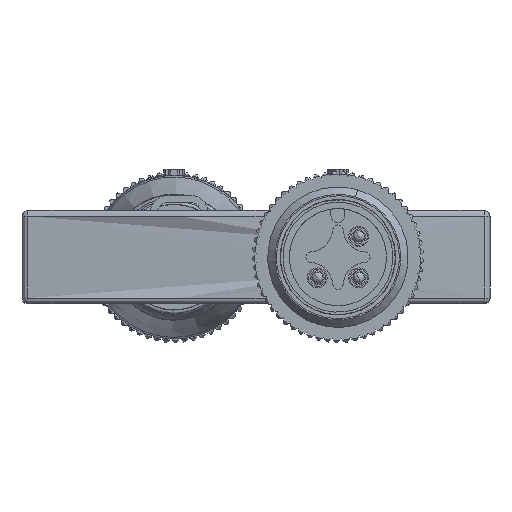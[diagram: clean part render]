
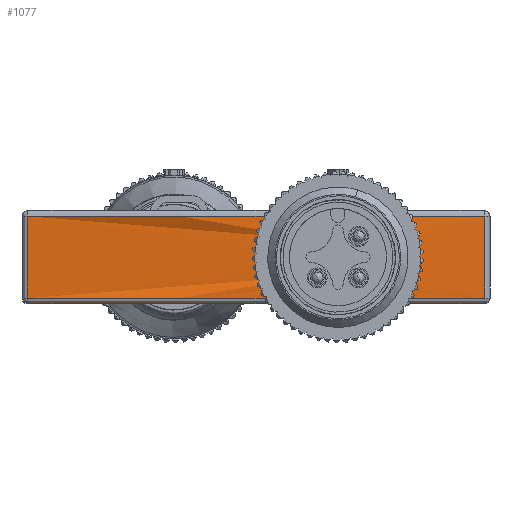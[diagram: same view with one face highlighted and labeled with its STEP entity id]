
A CAD part, front view. The second image highlights one B-rep face of the part: STEP entity #1077.
In plain terms, the highlighted cylindrical face has radius 191.335 mm (diameter 382.671 mm), a partial arc.
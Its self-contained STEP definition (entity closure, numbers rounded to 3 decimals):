
#546=AXIS2_PLACEMENT_3D('Circle Axis2P3D',#544,#545,$) ;
#568=AXIS2_PLACEMENT_3D('Circle Axis2P3D',#566,#567,$) ;
#1033=AXIS2_PLACEMENT_3D('Cylinder Axis2P3D',#1030,#1031,#1032) ;
#161=CARTESIAN_POINT('Vertex',(39.551,209.002,10.8)) ;
#164=CARTESIAN_POINT('Line Origine',(39.551,209.002,7.3)) ;
#168=CARTESIAN_POINT('Vertex',(39.551,209.002,3.8)) ;
#437=CARTESIAN_POINT('Vertex',(0.449,209.002,3.8)) ;
#440=CARTESIAN_POINT('Line Origine',(0.449,209.002,7.3)) ;
#444=CARTESIAN_POINT('Vertex',(0.449,209.002,10.8)) ;
#544=CARTESIAN_POINT('Axis2P3D Location',(20.,399.335,3.8)) ;
#566=CARTESIAN_POINT('Axis2P3D Location',(20.,399.335,10.8)) ;
#1030=CARTESIAN_POINT('Axis2P3D Location',(20.,399.335,7.3)) ;
#1042=CARTESIAN_POINT('Control Point',(29.3,208.226,7.3)) ;
#1043=CARTESIAN_POINT('Control Point',(29.3,208.226,6.813)) ;
#1044=CARTESIAN_POINT('Control Point',(29.171,208.22,6.325)) ;
#1045=CARTESIAN_POINT('Control Point',(28.912,208.207,5.884)) ;
#1046=CARTESIAN_POINT('Control Point',(28.328,208.18,5.316)) ;
#1047=CARTESIAN_POINT('Control Point',(27.578,208.15,5.043)) ;
#1048=CARTESIAN_POINT('Control Point',(27.277,208.138,4.987)) ;
#1049=CARTESIAN_POINT('Control Point',(26.307,208.102,4.967)) ;
#1050=CARTESIAN_POINT('Control Point',(25.407,208.075,5.441)) ;
#1051=CARTESIAN_POINT('Control Point',(24.935,208.064,5.985)) ;
#1052=CARTESIAN_POINT('Control Point',(24.7,208.058,6.643)) ;
#1053=CARTESIAN_POINT('Control Point',(24.7,208.058,7.3)) ;
#1054=CARTESIAN_POINT('Vertex',(29.3,208.226,7.3)) ;
#1056=CARTESIAN_POINT('Vertex',(24.7,208.058,7.3)) ;
#1060=CARTESIAN_POINT('Control Point',(24.7,208.058,7.3)) ;
#1061=CARTESIAN_POINT('Control Point',(24.7,208.058,7.841)) ;
#1062=CARTESIAN_POINT('Control Point',(24.859,208.062,8.381)) ;
#1063=CARTESIAN_POINT('Control Point',(25.178,208.069,8.86)) ;
#1064=CARTESIAN_POINT('Control Point',(25.859,208.089,9.412)) ;
#1065=CARTESIAN_POINT('Control Point',(26.688,208.117,9.609)) ;
#1066=CARTESIAN_POINT('Control Point',(26.993,208.127,9.63)) ;
#1067=CARTESIAN_POINT('Control Point',(27.905,208.162,9.542)) ;
#1068=CARTESIAN_POINT('Control Point',(28.704,208.197,9.024)) ;
#1069=CARTESIAN_POINT('Control Point',(29.102,208.216,8.508)) ;
#1070=CARTESIAN_POINT('Control Point',(29.3,208.226,7.904)) ;
#1071=CARTESIAN_POINT('Control Point',(29.3,208.226,7.3)) ;
#165=DIRECTION('Vector Direction',(0.,0.,1.)) ;
#441=DIRECTION('Vector Direction',(0.,0.,1.)) ;
#545=DIRECTION('Axis2P3D Direction',(-0.,0.,1.)) ;
#567=DIRECTION('Axis2P3D Direction',(-0.,0.,1.)) ;
#1031=DIRECTION('Axis2P3D Direction',(0.,0.,1.)) ;
#1032=DIRECTION('Axis2P3D XDirection',(-0.105,-0.995,-0.)) ;
#166=VECTOR('Line Direction',#165,1.) ;
#442=VECTOR('Line Direction',#441,1.) ;
#1036=ORIENTED_EDGE('',*,*,#446,.F.) ;
#1037=ORIENTED_EDGE('',*,*,#548,.F.) ;
#1038=ORIENTED_EDGE('',*,*,#170,.F.) ;
#1039=ORIENTED_EDGE('',*,*,#570,.F.) ;
#1074=ORIENTED_EDGE('',*,*,#1058,.T.) ;
#1075=ORIENTED_EDGE('',*,*,#1072,.T.) ;
#1076=FACE_BOUND('',#1073,.T.) ;
#1077=ADVANCED_FACE('2535800000.1\\Hauptk\X2\00F6\X0\rper',(#1040,#1076),#1034,.T.) ;
#1041=B_SPLINE_CURVE_WITH_KNOTS('',5,(#1042,#1043,#1044,#1045,#1046,#1047,#1048,#1049,#1050,#1051,#1052,#1053),.UNSPECIFIED.,.F.,.U.,(6,3,3,6),(10.222,13.668,15.795,20.444),.UNSPECIFIED.) ;
#1059=B_SPLINE_CURVE_WITH_KNOTS('',5,(#1060,#1061,#1062,#1063,#1064,#1065,#1066,#1067,#1068,#1069,#1070,#1071),.UNSPECIFIED.,.F.,.U.,(6,3,3,6),(0.,3.824,5.95,10.222),.UNSPECIFIED.) ;
#547=CIRCLE('generated circle',#546,191.335) ;
#569=CIRCLE('generated circle',#568,191.335) ;
#1034=CYLINDRICAL_SURFACE('generated cylinder',#1033,191.335) ;
#170=EDGE_CURVE('',#162,#169,#167,.F.) ;
#446=EDGE_CURVE('',#438,#445,#443,.T.) ;
#548=EDGE_CURVE('',#169,#438,#547,.F.) ;
#570=EDGE_CURVE('',#445,#162,#569,.T.) ;
#1058=EDGE_CURVE('',#1055,#1057,#1041,.T.) ;
#1072=EDGE_CURVE('',#1057,#1055,#1059,.T.) ;
#1035=EDGE_LOOP('',(#1036,#1037,#1038,#1039)) ;
#1073=EDGE_LOOP('',(#1074,#1075)) ;
#1040=FACE_OUTER_BOUND('',#1035,.T.) ;
#167=LINE('Line',#164,#166) ;
#443=LINE('Line',#440,#442) ;
#162=VERTEX_POINT('',#161) ;
#169=VERTEX_POINT('',#168) ;
#438=VERTEX_POINT('',#437) ;
#445=VERTEX_POINT('',#444) ;
#1055=VERTEX_POINT('',#1054) ;
#1057=VERTEX_POINT('',#1056) ;
